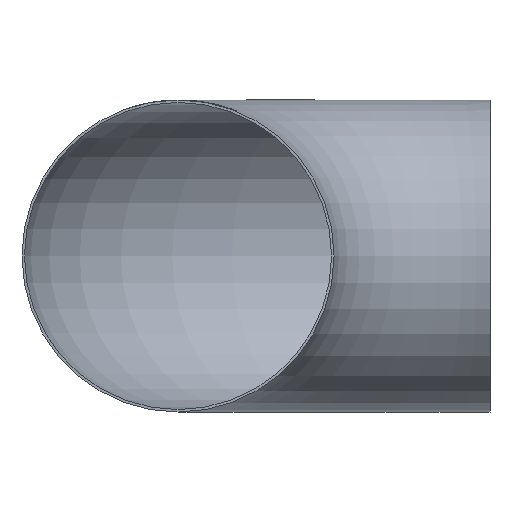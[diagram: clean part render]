
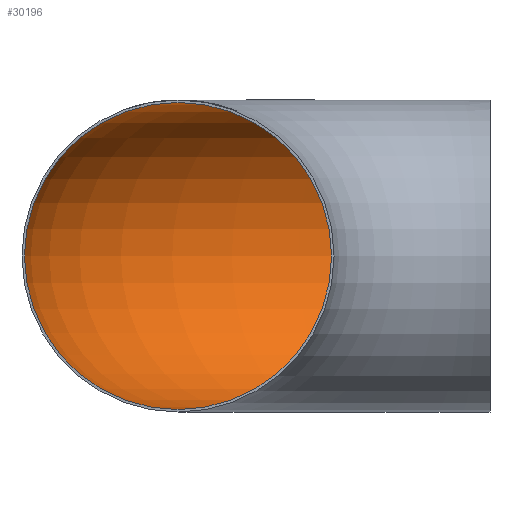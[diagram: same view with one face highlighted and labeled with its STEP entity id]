
A CAD part, front view. The second image highlights one B-rep face of the part: STEP entity #30196.
In plain terms, the highlighted toroidal (fillet/blend) face has major radius 508 mm and minor radius 250 mm.
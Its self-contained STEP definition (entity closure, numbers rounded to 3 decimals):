
#1684 = EDGE_LOOP ( 'NONE', ( #11728 ) ) ;
#1769 = CARTESIAN_POINT ( 'NONE',  ( 0., 0., 0. ) ) ;
#5235 = CARTESIAN_POINT ( 'NONE',  ( -508., 0., 0. ) ) ;
#5446 = AXIS2_PLACEMENT_3D ( 'NONE', #5235, #19966, #33759 ) ;
#6083 = CARTESIAN_POINT ( 'NONE',  ( 0., 508., 0. ) ) ;
#8873 = EDGE_CURVE ( 'NONE', #17429, #17429, #37885, .T. ) ;
#9947 = EDGE_LOOP ( 'NONE', ( #24807 ) ) ;
#11728 = ORIENTED_EDGE ( 'NONE', *, *, #8873, .T. ) ;
#16129 = FACE_OUTER_BOUND ( 'NONE', #1684, .T. ) ;
#17429 = VERTEX_POINT ( 'NONE', #37727 ) ;
#19180 = DIRECTION ( 'NONE',  ( 0., 0., -1. ) ) ;
#19966 = DIRECTION ( 'NONE',  ( 0., 1., 0. ) ) ;
#21285 = TOROIDAL_SURFACE ( 'NONE', #29259, 508., 250. ) ;
#21939 = CIRCLE ( 'NONE', #5446, 250. ) ;
#23506 = DIRECTION ( 'NONE',  ( 0., 1., 0. ) ) ;
#24807 = ORIENTED_EDGE ( 'NONE', *, *, #32306, .F. ) ;
#26282 = AXIS2_PLACEMENT_3D ( 'NONE', #6083, #32143, #23506 ) ;
#29259 = AXIS2_PLACEMENT_3D ( 'NONE', #1769, #19180, #30710 ) ;
#30196 = ADVANCED_FACE ( 'NONE', ( #16129, #30517 ), #21285, .F. ) ;
#30517 = FACE_OUTER_BOUND ( 'NONE', #9947, .T. ) ;
#30710 = DIRECTION ( 'NONE',  ( -1., 0., 0. ) ) ;
#32016 = VERTEX_POINT ( 'NONE', #34863 ) ;
#32143 = DIRECTION ( 'NONE',  ( 1., 0., 0. ) ) ;
#32306 = EDGE_CURVE ( 'NONE', #32016, #32016, #21939, .T. ) ;
#33759 = DIRECTION ( 'NONE',  ( 0., 0., 1. ) ) ;
#34863 = CARTESIAN_POINT ( 'NONE',  ( -508., 0., 250. ) ) ;
#37727 = CARTESIAN_POINT ( 'NONE',  ( 0., 758., 0. ) ) ;
#37885 = CIRCLE ( 'NONE', #26282, 250. ) ;
